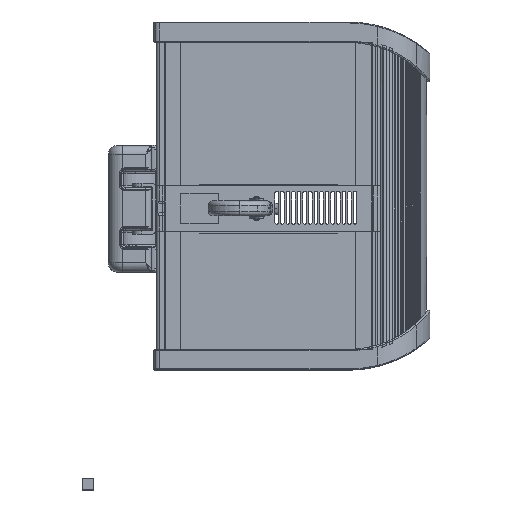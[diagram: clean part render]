
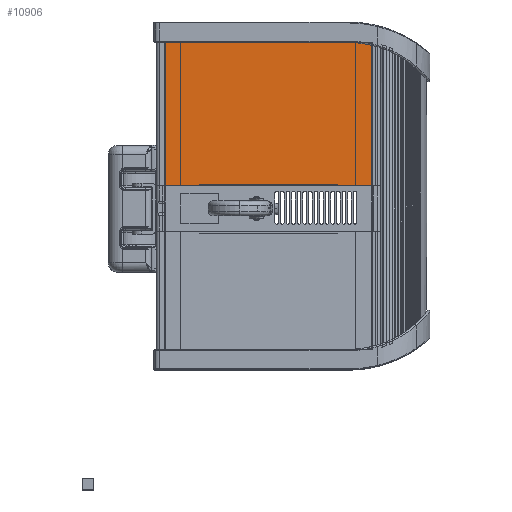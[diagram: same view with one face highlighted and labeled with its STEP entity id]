
A CAD part, top view. The second image highlights one B-rep face of the part: STEP entity #10906.
In plain terms, the highlighted planar face has unit normal (0, 0, 1).
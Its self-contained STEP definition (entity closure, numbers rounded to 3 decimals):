
#4857=EDGE_CURVE('',#12857,#11866,#12858,.T.);
#10906=ADVANCED_FACE('',(#21609),#21610,.T.);
#11866=VERTEX_POINT('',#22801);
#12857=VERTEX_POINT('',#25179);
#12858=LINE('',#25180,#25181);
#21609=FACE_OUTER_BOUND('',#52274,.T.);
#21610=PLANE('',#52275);
#22801=CARTESIAN_POINT('',(110.8,24.25,-78.0));
#25179=CARTESIAN_POINT('',(-110.8,24.25,-78.0));
#25180=CARTESIAN_POINT('',(-110.8,24.25,-78.0));
#25181=VECTOR('',#56995,1.0);
#52274=EDGE_LOOP('',(#73175,#73176,#73177,#73178));
#52275=AXIS2_PLACEMENT_3D('',#73179,#73180,#73181);
#56995=DIRECTION('',(1.0,0.0,0.0));
#73175=ORIENTED_EDGE('',*,*,#79026,.T.);
#73176=ORIENTED_EDGE('',*,*,#78338,.F.);
#73177=ORIENTED_EDGE('',*,*,#4857,.T.);
#73178=ORIENTED_EDGE('',*,*,#76135,.T.);
#73179=CARTESIAN_POINT('',(0.,24.25,-78.0));
#73180=DIRECTION('',(0.0,0.0,1.0));
#73181=DIRECTION('',(1.0,0.0,0.0));
#76135=EDGE_CURVE('',#11866,#81811,#81813,.T.);
#78338=EDGE_CURVE('',#12857,#84747,#84749,.T.);
#79026=EDGE_CURVE('',#81811,#84747,#85496,.T.);
#81811=VERTEX_POINT('',#91577);
#81813=LINE('',#91579,#91580);
#84747=VERTEX_POINT('',#97652);
#84749=LINE('',#97654,#97655);
#85496=LINE('',#99065,#99066);
#91577=CARTESIAN_POINT('',(110.8,178.0,-78.0));
#91579=CARTESIAN_POINT('',(110.8,24.25,-78.0));
#91580=VECTOR('',#101531,1.0);
#97652=CARTESIAN_POINT('',(-110.8,178.0,-78.0));
#97654=CARTESIAN_POINT('',(-110.8,24.25,-78.0));
#97655=VECTOR('',#103901,1.0);
#99065=CARTESIAN_POINT('',(-110.8,178.0,-78.0));
#99066=VECTOR('',#104517,1.0);
#101531=DIRECTION('',(0.0,1.0,0.0));
#103901=DIRECTION('',(0.0,1.0,0.0));
#104517=DIRECTION('',(-1.0,-0.0,-0.0));
